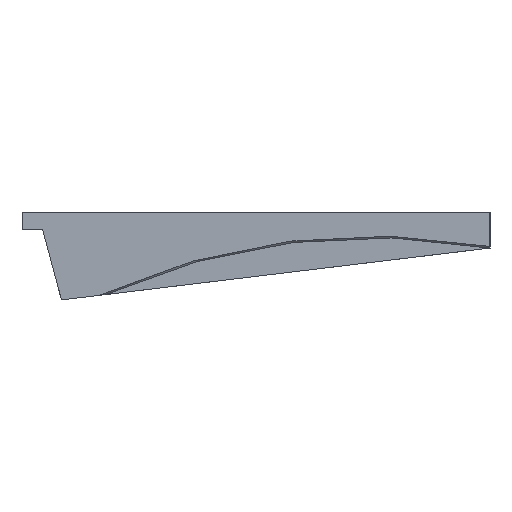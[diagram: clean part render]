
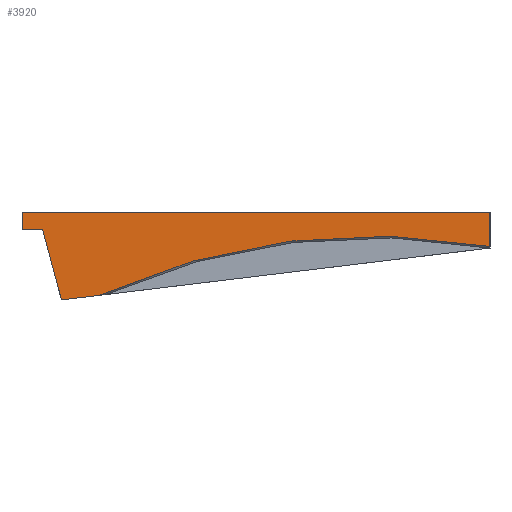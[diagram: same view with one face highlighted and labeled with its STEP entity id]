
A CAD part, left-side view. The second image highlights one B-rep face of the part: STEP entity #3920.
In plain terms, the highlighted planar face has unit normal (-1, 0, 0).
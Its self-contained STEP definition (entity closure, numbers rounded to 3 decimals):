
#200=CIRCLE('',#4128,193.035);
#455=FACE_OUTER_BOUND('',#690,.T.);
#690=EDGE_LOOP('',(#3002,#3003,#3004,#3005,#3006,#3007,#3008));
#836=LINE('',#5676,#1209);
#902=LINE('',#5887,#1275);
#986=LINE('',#6371,#1359);
#987=LINE('',#6373,#1360);
#988=LINE('',#6375,#1361);
#989=LINE('',#6376,#1362);
#1209=VECTOR('',#4473,10.);
#1275=VECTOR('',#4677,10.);
#1359=VECTOR('',#5013,10.);
#1360=VECTOR('',#5014,10.);
#1361=VECTOR('',#5015,10.);
#1362=VECTOR('',#5016,10.);
#1583=VERTEX_POINT('',#5671);
#1584=VERTEX_POINT('',#5675);
#1647=VERTEX_POINT('',#5884);
#1648=VERTEX_POINT('',#5886);
#1759=VERTEX_POINT('',#6370);
#1760=VERTEX_POINT('',#6372);
#1761=VERTEX_POINT('',#6374);
#1961=EDGE_CURVE('',#1584,#1583,#836,.T.);
#2061=EDGE_CURVE('',#1647,#1648,#902,.T.);
#2067=EDGE_CURVE('',#1648,#1583,#200,.T.);
#2224=EDGE_CURVE('',#1647,#1759,#986,.T.);
#2225=EDGE_CURVE('',#1759,#1760,#987,.F.);
#2226=EDGE_CURVE('',#1760,#1761,#988,.T.);
#2227=EDGE_CURVE('',#1761,#1584,#989,.T.);
#3002=ORIENTED_EDGE('',*,*,#2067,.F.);
#3003=ORIENTED_EDGE('',*,*,#2061,.F.);
#3004=ORIENTED_EDGE('',*,*,#2224,.T.);
#3005=ORIENTED_EDGE('',*,*,#2225,.T.);
#3006=ORIENTED_EDGE('',*,*,#2226,.T.);
#3007=ORIENTED_EDGE('',*,*,#2227,.T.);
#3008=ORIENTED_EDGE('',*,*,#1961,.T.);
#3752=PLANE('',#4251);
#3920=ADVANCED_FACE('',(#455),#3752,.T.);
#4128=AXIS2_PLACEMENT_3D('',#5900,#4686,#4687);
#4251=AXIS2_PLACEMENT_3D('',#6369,#5011,#5012);
#4473=DIRECTION('',(0.,-0.993,0.12));
#4677=DIRECTION('',(0.,0.,-1.));
#4686=DIRECTION('center_axis',(-1.,0.,0.));
#4687=DIRECTION('ref_axis',(0.,1.,0.));
#5011=DIRECTION('center_axis',(-1.,0.,0.));
#5012=DIRECTION('ref_axis',(0.,1.,0.));
#5013=DIRECTION('',(0.,1.,0.));
#5014=DIRECTION('',(0.,0.,1.));
#5015=DIRECTION('',(0.,-1.,0.));
#5016=DIRECTION('',(0.,-0.259,-0.966));
#5671=CARTESIAN_POINT('',(24.269,-46.347,-21.106));
#5675=CARTESIAN_POINT('',(24.269,-35.27,-22.446));
#5676=CARTESIAN_POINT('',(24.269,-98.442,-14.801));
#5884=CARTESIAN_POINT('',(24.269,-160.5,3.2));
#5886=CARTESIAN_POINT('',(24.269,-160.5,-6.817));
#5887=CARTESIAN_POINT('',(24.269,-160.5,3.2));
#5900=CARTESIAN_POINT('Origin',(24.269,-126.31,-196.8));
#6369=CARTESIAN_POINT('Origin',(24.269,-159.5,3.2));
#6370=CARTESIAN_POINT('',(24.269,-23.738,3.2));
#6371=CARTESIAN_POINT('',(24.269,-159.5,3.2));
#6372=CARTESIAN_POINT('',(24.269,-23.738,-1.8));
#6373=CARTESIAN_POINT('',(24.269,-23.738,3.2));
#6374=CARTESIAN_POINT('',(24.269,-29.738,-1.8));
#6375=CARTESIAN_POINT('',(24.269,-91.619,-1.8));
#6376=CARTESIAN_POINT('',(24.269,-33.459,-15.688));
